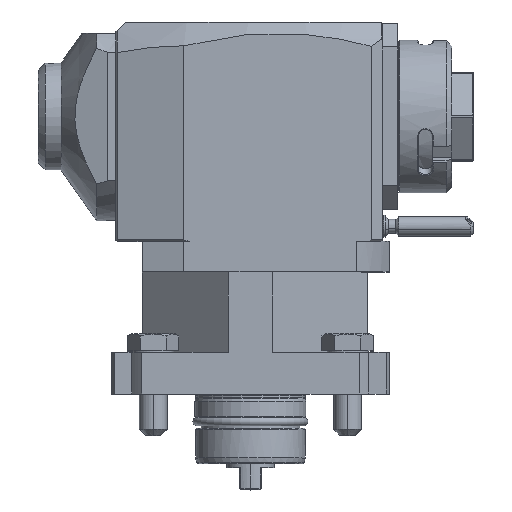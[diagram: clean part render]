
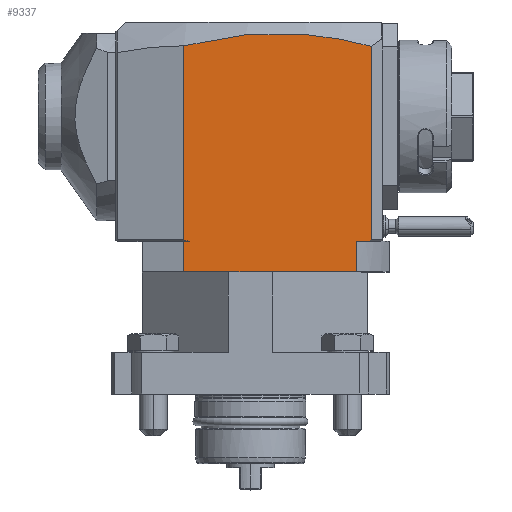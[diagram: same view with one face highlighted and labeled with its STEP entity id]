
A CAD part, top view. The second image highlights one B-rep face of the part: STEP entity #9337.
In plain terms, the highlighted planar face has unit normal (0, 0, 1).
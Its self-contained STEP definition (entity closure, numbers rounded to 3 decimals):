
#2146=DIRECTION('',(0.,-1.,0.));
#2147=VECTOR('',#2146,11.);
#2148=CARTESIAN_POINT('',(38.158,55.,37.5));
#2149=LINE('',#2148,#2147);
#2150=DIRECTION('',(-1.,0.,0.));
#2151=VECTOR('',#2150,62.158);
#2152=CARTESIAN_POINT('',(38.158,44.,37.5));
#2153=LINE('',#2152,#2151);
#2154=DIRECTION('',(0.,1.,0.));
#2155=VECTOR('',#2154,11.);
#2156=CARTESIAN_POINT('',(-24.,44.,37.5));
#2157=LINE('',#2156,#2155);
#2158=DIRECTION('',(0.968,-0.251,0.));
#2159=VECTOR('',#2158,1.996);
#2160=CARTESIAN_POINT('',(-24.,55.5,37.5));
#2161=LINE('',#2160,#2159);
#2162=DIRECTION('',(0.,-1.,0.));
#2163=VECTOR('',#2162,69.935);
#2164=CARTESIAN_POINT('',(-24.,125.435,37.5));
#2165=LINE('',#2164,#2163);
#2166=CARTESIAN_POINT('',(-24.,125.435,37.5));
#2167=CARTESIAN_POINT('',(-18.371,126.939,37.5));
#2168=CARTESIAN_POINT('',(-7.115,129.162,37.5));
#2169=CARTESIAN_POINT('',(9.762,130.233,37.5));
#2170=CARTESIAN_POINT('',(26.635,129.072,37.5));
#2171=CARTESIAN_POINT('',(37.879,126.791,37.5));
#2172=CARTESIAN_POINT('',(43.5,125.258,37.5));
#2174=DIRECTION('',(0.,-1.,0.));
#2175=VECTOR('',#2174,69.758);
#2176=CARTESIAN_POINT('',(43.5,125.258,37.5));
#2177=LINE('',#2176,#2175);
#2178=DIRECTION('',(0.816,0.577,0.));
#2179=VECTOR('',#2178,0.866);
#2180=CARTESIAN_POINT('',(42.793,55.,37.5));
#2181=LINE('',#2180,#2179);
#2187=DIRECTION('',(1.,0.,0.));
#2188=VECTOR('',#2187,4.635);
#2189=CARTESIAN_POINT('',(38.158,55.,37.5));
#2190=LINE('',#2189,#2188);
#2469=DIRECTION('',(-1.,0.,0.));
#2470=VECTOR('',#2469,1.932);
#2471=CARTESIAN_POINT('',(-22.068,55.,37.5));
#2472=LINE('',#2471,#2470);
#6303=CARTESIAN_POINT('',(38.158,44.,37.5));
#6305=VERTEX_POINT('',#6303);
#6412=CARTESIAN_POINT('',(-24.,55.,37.5));
#6414=VERTEX_POINT('',#6412);
#6422=CARTESIAN_POINT('',(-24.,44.,37.5));
#6423=VERTEX_POINT('',#6422);
#6770=VERTEX_POINT('',#2166);
#6771=VERTEX_POINT('',#2172);
#6791=CARTESIAN_POINT('',(42.793,55.,37.5));
#6792=CARTESIAN_POINT('',(43.5,55.5,37.5));
#6793=VERTEX_POINT('',#6791);
#6794=VERTEX_POINT('',#6792);
#6809=CARTESIAN_POINT('',(-24.,55.5,37.5));
#6810=VERTEX_POINT('',#6809);
#6847=CARTESIAN_POINT('',(-22.068,55.,37.5));
#6849=VERTEX_POINT('',#6847);
#7258=CARTESIAN_POINT('',(38.158,55.,37.5));
#7260=VERTEX_POINT('',#7258);
#9312=CARTESIAN_POINT('',(50.,55.,37.5));
#9313=DIRECTION('',(0.,0.,-1.));
#9314=DIRECTION('',(-1.,0.,0.));
#9315=AXIS2_PLACEMENT_3D('',#9312,#9313,#9314);
#9316=PLANE('',#9315);
#9318=ORIENTED_EDGE('',*,*,#9317,.F.);
#9320=ORIENTED_EDGE('',*,*,#9319,.T.);
#9322=ORIENTED_EDGE('',*,*,#9321,.T.);
#9324=ORIENTED_EDGE('',*,*,#9323,.T.);
#9326=ORIENTED_EDGE('',*,*,#9325,.F.);
#9328=ORIENTED_EDGE('',*,*,#9327,.F.);
#9330=ORIENTED_EDGE('',*,*,#9329,.F.);
#9332=ORIENTED_EDGE('',*,*,#9331,.T.);
#9333=ORIENTED_EDGE('',*,*,#9287,.T.);
#9334=ORIENTED_EDGE('',*,*,#9302,.F.);
#9335=EDGE_LOOP('',(#9318,#9320,#9322,#9324,#9326,#9328,#9330,#9332,#9333,
#9334));
#9336=FACE_OUTER_BOUND('',#9335,.F.);
#2173=B_SPLINE_CURVE_WITH_KNOTS('',3,(#2166,#2167,#2168,#2169,#2170,#2171,
#2172),.UNSPECIFIED.,.F.,.F.,(4,1,1,1,4),(0.,0.25,0.5,0.75,1.),
.UNSPECIFIED.);
#9287=EDGE_CURVE('',#6771,#6794,#2177,.T.);
#9302=EDGE_CURVE('',#6793,#6794,#2181,.T.);
#9317=EDGE_CURVE('',#7260,#6793,#2190,.T.);
#9319=EDGE_CURVE('',#7260,#6305,#2149,.T.);
#9321=EDGE_CURVE('',#6305,#6423,#2153,.T.);
#9323=EDGE_CURVE('',#6423,#6414,#2157,.T.);
#9325=EDGE_CURVE('',#6849,#6414,#2472,.T.);
#9327=EDGE_CURVE('',#6810,#6849,#2161,.T.);
#9329=EDGE_CURVE('',#6770,#6810,#2165,.T.);
#9331=EDGE_CURVE('',#6770,#6771,#2173,.T.);
#9337=ADVANCED_FACE('',(#9336),#9316,.F.);
